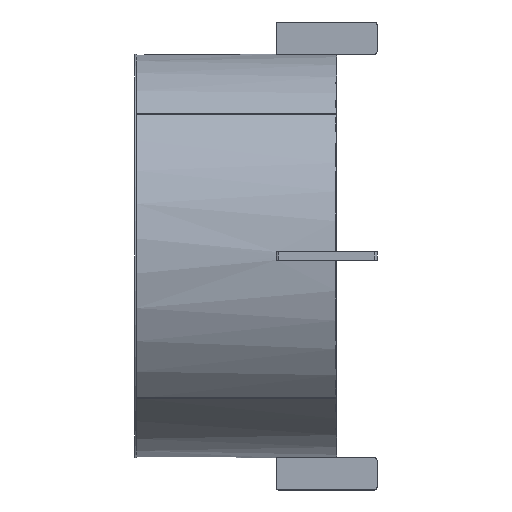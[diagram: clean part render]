
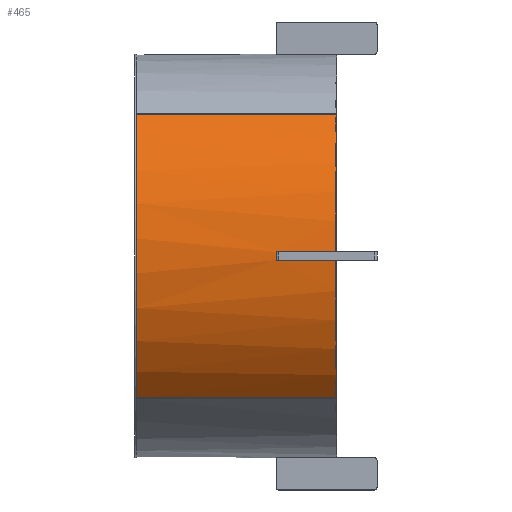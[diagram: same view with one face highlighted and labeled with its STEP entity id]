
A CAD part, left-side view. The second image highlights one B-rep face of the part: STEP entity #465.
In plain terms, the highlighted cylindrical face has radius 500 mm (diameter 1000 mm), a partial arc.
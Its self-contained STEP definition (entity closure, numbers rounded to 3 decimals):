
#46 = ORIENTED_EDGE ( 'NONE', *, *, #3634, .T. ) ;
#64 = AXIS2_PLACEMENT_3D ( 'NONE', #1660, #3085, #954 ) ;
#70 = EDGE_CURVE ( 'NONE', #3117, #629, #1269, .T. ) ;
#88 = CYLINDRICAL_SURFACE ( 'NONE', #2983, 500. ) ;
#157 = DIRECTION ( 'NONE',  ( 0., 1., 0. ) ) ;
#319 = EDGE_CURVE ( 'NONE', #2534, #1170, #645, .T. ) ;
#415 = DIRECTION ( 'NONE',  ( 0., 0., -1. ) ) ;
#465 = ADVANCED_FACE ( 'NONE', ( #3943 ), #88, .T. ) ;
#550 = CARTESIAN_POINT ( 'NONE',  ( 0., 0., 0. ) ) ;
#629 = VERTEX_POINT ( 'NONE', #899 ) ;
#645 = LINE ( 'NONE', #2075, #4450 ) ;
#752 = VERTEX_POINT ( 'NONE', #795 ) ;
#795 = CARTESIAN_POINT ( 'NONE',  ( -360.735, 150.2, -346.223 ) ) ;
#899 = CARTESIAN_POINT ( 'NONE',  ( -346.223, 150.2, -360.735 ) ) ;
#954 = DIRECTION ( 'NONE',  ( 0., 0., 1. ) ) ;
#969 = DIRECTION ( 'NONE',  ( 0., 0., 1. ) ) ;
#979 = VERTEX_POINT ( 'NONE', #3058 ) ;
#991 = CARTESIAN_POINT ( 'NONE',  ( 0., 497., -500. ) ) ;
#1100 = EDGE_CURVE ( 'NONE', #3528, #1170, #2014, .T. ) ;
#1164 = VERTEX_POINT ( 'NONE', #2820 ) ;
#1170 = VERTEX_POINT ( 'NONE', #2799 ) ;
#1188 = ORIENTED_EDGE ( 'NONE', *, *, #319, .F. ) ;
#1226 = EDGE_CURVE ( 'NONE', #1164, #979, #3105, .T. ) ;
#1269 = LINE ( 'NONE', #2269, #2242 ) ;
#1395 = ORIENTED_EDGE ( 'NONE', *, *, #1226, .T. ) ;
#1506 = DIRECTION ( 'NONE',  ( 0., -1., 0. ) ) ;
#1595 = AXIS2_PLACEMENT_3D ( 'NONE', #550, #157, #969 ) ;
#1654 = CARTESIAN_POINT ( 'NONE',  ( 0., 150.2, 0. ) ) ;
#1660 = CARTESIAN_POINT ( 'NONE',  ( 0., 497., 0. ) ) ;
#1801 = ORIENTED_EDGE ( 'NONE', *, *, #3936, .T. ) ;
#1829 = ORIENTED_EDGE ( 'NONE', *, *, #70, .T. ) ;
#1868 = AXIS2_PLACEMENT_3D ( 'NONE', #4142, #3173, #3819 ) ;
#1887 = EDGE_CURVE ( 'NONE', #1164, #2534, #3946, .T. ) ;
#1975 = DIRECTION ( 'NONE',  ( 0., 1., 0. ) ) ;
#2014 = CIRCLE ( 'NONE', #1868, 500. ) ;
#2075 = CARTESIAN_POINT ( 'NONE',  ( -500., 497., 0. ) ) ;
#2211 = ORIENTED_EDGE ( 'NONE', *, *, #1100, .T. ) ;
#2242 = VECTOR ( 'NONE', #4076, 1000. ) ;
#2246 = CARTESIAN_POINT ( 'NONE',  ( -360.735, 0., -346.223 ) ) ;
#2269 = CARTESIAN_POINT ( 'NONE',  ( -346.223, 497., -360.735 ) ) ;
#2392 = CARTESIAN_POINT ( 'NONE',  ( -346.223, 0., -360.735 ) ) ;
#2522 = DIRECTION ( 'NONE',  ( 0., -1., 0. ) ) ;
#2534 = VERTEX_POINT ( 'NONE', #2575 ) ;
#2575 = CARTESIAN_POINT ( 'NONE',  ( -500., 497., 0. ) ) ;
#2685 = DIRECTION ( 'NONE',  ( 0., 0., 1. ) ) ;
#2740 = EDGE_CURVE ( 'NONE', #629, #752, #3793, .T. ) ;
#2799 = CARTESIAN_POINT ( 'NONE',  ( -500., 0., 0. ) ) ;
#2817 = LINE ( 'NONE', #3916, #4421 ) ;
#2820 = CARTESIAN_POINT ( 'NONE',  ( 0., 497., -500. ) ) ;
#2983 = AXIS2_PLACEMENT_3D ( 'NONE', #3613, #1506, #415 ) ;
#3058 = CARTESIAN_POINT ( 'NONE',  ( 0., 0., -500. ) ) ;
#3085 = DIRECTION ( 'NONE',  ( 0., 1., 0. ) ) ;
#3105 = LINE ( 'NONE', #991, #4095 ) ;
#3117 = VERTEX_POINT ( 'NONE', #2392 ) ;
#3171 = ORIENTED_EDGE ( 'NONE', *, *, #1887, .F. ) ;
#3173 = DIRECTION ( 'NONE',  ( 0., 1., 0. ) ) ;
#3460 = CIRCLE ( 'NONE', #1595, 500. ) ;
#3497 = DIRECTION ( 'NONE',  ( 0., -1., 0. ) ) ;
#3528 = VERTEX_POINT ( 'NONE', #2246 ) ;
#3574 = AXIS2_PLACEMENT_3D ( 'NONE', #1654, #1975, #2685 ) ;
#3613 = CARTESIAN_POINT ( 'NONE',  ( 0., 497., 0. ) ) ;
#3634 = EDGE_CURVE ( 'NONE', #979, #3117, #3460, .T. ) ;
#3793 = CIRCLE ( 'NONE', #3574, 500. ) ;
#3819 = DIRECTION ( 'NONE',  ( 0., 0., 1. ) ) ;
#3888 = EDGE_LOOP ( 'NONE', ( #3171, #1395, #46, #1829, #4069, #1801, #2211, #1188 ) ) ;
#3896 = DIRECTION ( 'NONE',  ( 0., -1., 0. ) ) ;
#3916 = CARTESIAN_POINT ( 'NONE',  ( -360.735, 497., -346.223 ) ) ;
#3936 = EDGE_CURVE ( 'NONE', #752, #3528, #2817, .T. ) ;
#3943 = FACE_OUTER_BOUND ( 'NONE', #3888, .T. ) ;
#3946 = CIRCLE ( 'NONE', #64, 500. ) ;
#4069 = ORIENTED_EDGE ( 'NONE', *, *, #2740, .T. ) ;
#4076 = DIRECTION ( 'NONE',  ( 0., 1., 0. ) ) ;
#4095 = VECTOR ( 'NONE', #3896, 1000. ) ;
#4142 = CARTESIAN_POINT ( 'NONE',  ( 0., 0., 0. ) ) ;
#4421 = VECTOR ( 'NONE', #2522, 1000. ) ;
#4450 = VECTOR ( 'NONE', #3497, 1000. ) ;
